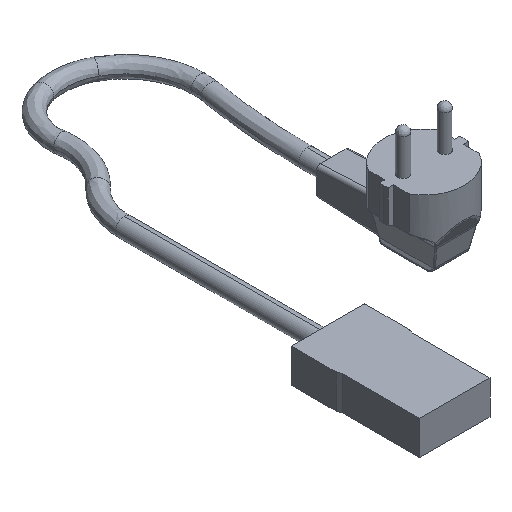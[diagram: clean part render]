
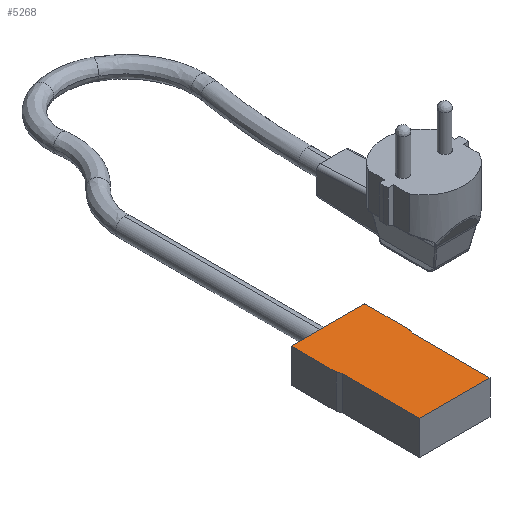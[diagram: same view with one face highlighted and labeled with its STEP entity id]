
A CAD part, isometric view. The second image highlights one B-rep face of the part: STEP entity #5268.
In plain terms, the highlighted planar face has unit normal (0, 0, 1).
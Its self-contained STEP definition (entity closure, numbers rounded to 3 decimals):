
#274 = AXIS2_PLACEMENT_3D ( 'NONE', #1283, #2487, #2500 ) ;
#313 = LINE ( 'NONE', #1962, #4247 ) ;
#419 = VECTOR ( 'NONE', #4308, 1000. ) ;
#817 = VECTOR ( 'NONE', #3250, 1000. ) ;
#822 = VECTOR ( 'NONE', #2508, 1000. ) ;
#853 = CARTESIAN_POINT ( 'NONE',  ( -85.726, -45.606, -17.4 ) ) ;
#997 = LINE ( 'NONE', #853, #3362 ) ;
#1175 = ORIENTED_EDGE ( 'NONE', *, *, #5208, .T. ) ;
#1283 = CARTESIAN_POINT ( 'NONE',  ( -76.508, -23.991, -17.4 ) ) ;
#1300 = CARTESIAN_POINT ( 'NONE',  ( -85.016, -83.106, -17.4 ) ) ;
#1490 = CARTESIAN_POINT ( 'NONE',  ( -52.936, -83.106, -17.4 ) ) ;
#1515 = EDGE_CURVE ( 'NONE', #2608, #2002, #313, .T. ) ;
#1605 = CARTESIAN_POINT ( 'NONE',  ( -85.726, -45.606, -17.4 ) ) ;
#1679 = DIRECTION ( 'NONE',  ( 0.33, 0.944, 0. ) ) ;
#1686 = ORIENTED_EDGE ( 'NONE', *, *, #3022, .T. ) ;
#1810 = VECTOR ( 'NONE', #3786, 1000. ) ;
#1927 = LINE ( 'NONE', #3680, #817 ) ;
#1961 = CARTESIAN_POINT ( 'NONE',  ( -85.016, -23.991, -17.4 ) ) ;
#1962 = CARTESIAN_POINT ( 'NONE',  ( -52.226, -35.356, -17.4 ) ) ;
#2002 = VERTEX_POINT ( 'NONE', #5213 ) ;
#2262 = CARTESIAN_POINT ( 'NONE',  ( -52.936, -23.991, -17.4 ) ) ;
#2294 = EDGE_LOOP ( 'NONE', ( #3949, #3086, #5418, #1686, #3319, #3796, #4554, #1175 ) ) ;
#2487 = DIRECTION ( 'NONE',  ( 0., 0., 1. ) ) ;
#2498 = CARTESIAN_POINT ( 'NONE',  ( -52.226, -25.106, -17.4 ) ) ;
#2500 = DIRECTION ( 'NONE',  ( 1., 0., 0. ) ) ;
#2508 = DIRECTION ( 'NONE',  ( 0., -1., 0. ) ) ;
#2565 = VERTEX_POINT ( 'NONE', #1605 ) ;
#2608 = VERTEX_POINT ( 'NONE', #2498 ) ;
#2740 = EDGE_CURVE ( 'NONE', #5390, #3778, #4833, .T. ) ;
#2946 = PLANE ( 'NONE',  #274 ) ;
#2951 = CARTESIAN_POINT ( 'NONE',  ( -85.726, -23.991, -17.4 ) ) ;
#3022 = EDGE_CURVE ( 'NONE', #3617, #2002, #4423, .T. ) ;
#3040 = LINE ( 'NONE', #2262, #419 ) ;
#3052 = LINE ( 'NONE', #2951, #822 ) ;
#3086 = ORIENTED_EDGE ( 'NONE', *, *, #2740, .T. ) ;
#3118 = CARTESIAN_POINT ( 'NONE',  ( -52.936, -47.636, -17.4 ) ) ;
#3250 = DIRECTION ( 'NONE',  ( 1., 0., 0. ) ) ;
#3313 = EDGE_CURVE ( 'NONE', #5197, #5390, #5420, .T. ) ;
#3318 = VECTOR ( 'NONE', #1679, 1000. ) ;
#3319 = ORIENTED_EDGE ( 'NONE', *, *, #1515, .F. ) ;
#3362 = VECTOR ( 'NONE', #3788, 1000. ) ;
#3363 = CARTESIAN_POINT ( 'NONE',  ( -76.508, -83.106, -17.4 ) ) ;
#3442 = EDGE_CURVE ( 'NONE', #3567, #2565, #3052, .T. ) ;
#3567 = VERTEX_POINT ( 'NONE', #3968 ) ;
#3617 = VERTEX_POINT ( 'NONE', #3118 ) ;
#3627 = DIRECTION ( 'NONE',  ( 0., -1., 0. ) ) ;
#3680 = CARTESIAN_POINT ( 'NONE',  ( -76.508, -25.106, -17.4 ) ) ;
#3778 = VERTEX_POINT ( 'NONE', #1490 ) ;
#3786 = DIRECTION ( 'NONE',  ( 1., 0., 0. ) ) ;
#3788 = DIRECTION ( 'NONE',  ( 0.33, -0.944, 0. ) ) ;
#3796 = ORIENTED_EDGE ( 'NONE', *, *, #4782, .F. ) ;
#3949 = ORIENTED_EDGE ( 'NONE', *, *, #3313, .T. ) ;
#3968 = CARTESIAN_POINT ( 'NONE',  ( -85.726, -25.106, -17.4 ) ) ;
#4195 = CARTESIAN_POINT ( 'NONE',  ( -52.936, -47.636, -17.4 ) ) ;
#4247 = VECTOR ( 'NONE', #4993, 1000. ) ;
#4308 = DIRECTION ( 'NONE',  ( 0., 1., 0. ) ) ;
#4423 = LINE ( 'NONE', #4195, #3318 ) ;
#4554 = ORIENTED_EDGE ( 'NONE', *, *, #3442, .T. ) ;
#4782 = EDGE_CURVE ( 'NONE', #3567, #2608, #1927, .T. ) ;
#4833 = LINE ( 'NONE', #3363, #1810 ) ;
#4887 = FACE_OUTER_BOUND ( 'NONE', #2294, .T. ) ;
#4993 = DIRECTION ( 'NONE',  ( 0., -1., 0. ) ) ;
#5033 = CARTESIAN_POINT ( 'NONE',  ( -85.016, -47.636, -17.4 ) ) ;
#5047 = EDGE_CURVE ( 'NONE', #3778, #3617, #3040, .T. ) ;
#5197 = VERTEX_POINT ( 'NONE', #5033 ) ;
#5208 = EDGE_CURVE ( 'NONE', #2565, #5197, #997, .T. ) ;
#5213 = CARTESIAN_POINT ( 'NONE',  ( -52.226, -45.606, -17.4 ) ) ;
#5268 = ADVANCED_FACE ( 'NONE', ( #4887 ), #2946, .T. ) ;
#5290 = VECTOR ( 'NONE', #3627, 1000. ) ;
#5390 = VERTEX_POINT ( 'NONE', #1300 ) ;
#5418 = ORIENTED_EDGE ( 'NONE', *, *, #5047, .T. ) ;
#5420 = LINE ( 'NONE', #1961, #5290 ) ;
